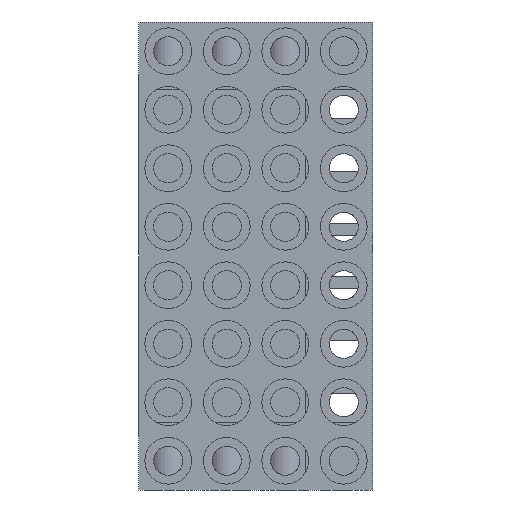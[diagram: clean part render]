
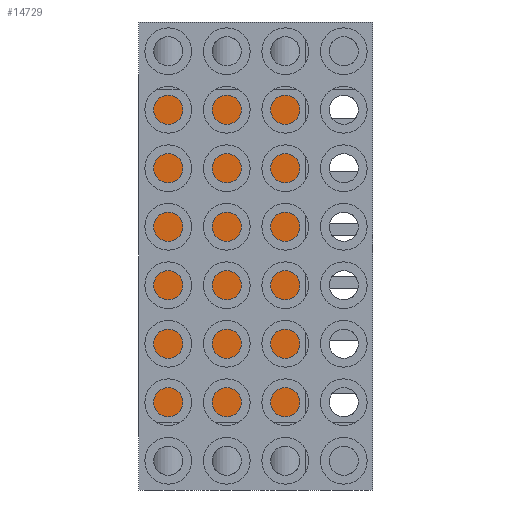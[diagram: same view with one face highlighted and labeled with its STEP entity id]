
A CAD part, left-side view. The second image highlights one B-rep face of the part: STEP entity #14729.
In plain terms, the highlighted planar face has unit normal (-1, 0, 0).
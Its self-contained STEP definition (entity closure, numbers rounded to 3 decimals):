
#1245=FACE_OUTER_BOUND('',#2001,.T.);
#2001=EDGE_LOOP('',(#10284,#10285,#10286,#10287,#10288,#10289,#10290,#10291,
#10292,#10293,#10294,#10295,#10296,#10297,#10298,#10299));
#4286=LINE('',#23257,#5070);
#4300=LINE('',#23294,#5084);
#4377=LINE('',#23578,#5161);
#4387=LINE('',#23638,#5171);
#4391=LINE('',#23647,#5175);
#4407=LINE('',#23696,#5191);
#4408=LINE('',#23705,#5192);
#4411=LINE('',#23733,#5195);
#4412=LINE('',#23735,#5196);
#4413=LINE('',#23737,#5197);
#4414=LINE('',#23739,#5198);
#4415=LINE('',#23741,#5199);
#4416=LINE('',#23743,#5200);
#4417=LINE('',#23745,#5201);
#4418=LINE('',#23747,#5202);
#4419=LINE('',#23748,#5203);
#5070=VECTOR('',#17922,78.);
#5084=VECTOR('',#17954,38.);
#5161=VECTOR('',#18229,38.);
#5171=VECTOR('',#18301,10.);
#5175=VECTOR('',#18311,10.);
#5191=VECTOR('',#18359,10.);
#5192=VECTOR('',#18372,10.);
#5195=VECTOR('',#18415,10.);
#5196=VECTOR('',#18416,10.);
#5197=VECTOR('',#18417,78.);
#5198=VECTOR('',#18418,10.);
#5199=VECTOR('',#18419,10.);
#5200=VECTOR('',#18420,10.);
#5201=VECTOR('',#18421,78.);
#5202=VECTOR('',#18422,10.);
#5203=VECTOR('',#18423,10.);
#5879=VERTEX_POINT('',#23254);
#5880=VERTEX_POINT('',#23256);
#5893=VERTEX_POINT('',#23291);
#5894=VERTEX_POINT('',#23293);
#5991=VERTEX_POINT('',#23554);
#6002=VERTEX_POINT('',#23576);
#6021=VERTEX_POINT('',#23637);
#6040=VERTEX_POINT('',#23694);
#6047=VERTEX_POINT('',#23732);
#6048=VERTEX_POINT('',#23734);
#6049=VERTEX_POINT('',#23736);
#6050=VERTEX_POINT('',#23738);
#6051=VERTEX_POINT('',#23740);
#6052=VERTEX_POINT('',#23742);
#6053=VERTEX_POINT('',#23744);
#6054=VERTEX_POINT('',#23746);
#7542=EDGE_CURVE('',#5880,#5879,#4286,.T.);
#7562=EDGE_CURVE('',#5894,#5893,#4300,.T.);
#7709=EDGE_CURVE('',#5991,#6002,#4377,.T.);
#7739=EDGE_CURVE('',#6021,#5880,#4387,.T.);
#7745=EDGE_CURVE('',#5893,#6021,#4391,.T.);
#7770=EDGE_CURVE('',#5879,#6040,#4407,.T.);
#7776=EDGE_CURVE('',#6040,#5991,#4408,.T.);
#7790=EDGE_CURVE('',#6002,#6047,#4411,.T.);
#7791=EDGE_CURVE('',#6047,#6048,#4412,.T.);
#7792=EDGE_CURVE('',#6049,#6048,#4413,.T.);
#7793=EDGE_CURVE('',#6049,#6050,#4414,.T.);
#7794=EDGE_CURVE('',#6050,#6051,#4415,.T.);
#7795=EDGE_CURVE('',#6051,#6052,#4416,.T.);
#7796=EDGE_CURVE('',#6053,#6052,#4417,.T.);
#7797=EDGE_CURVE('',#6053,#6054,#4418,.T.);
#7798=EDGE_CURVE('',#6054,#5894,#4419,.T.);
#10284=ORIENTED_EDGE('',*,*,#7739,.T.);
#10285=ORIENTED_EDGE('',*,*,#7542,.T.);
#10286=ORIENTED_EDGE('',*,*,#7770,.T.);
#10287=ORIENTED_EDGE('',*,*,#7776,.T.);
#10288=ORIENTED_EDGE('',*,*,#7709,.T.);
#10289=ORIENTED_EDGE('',*,*,#7790,.T.);
#10290=ORIENTED_EDGE('',*,*,#7791,.T.);
#10291=ORIENTED_EDGE('',*,*,#7792,.F.);
#10292=ORIENTED_EDGE('',*,*,#7793,.T.);
#10293=ORIENTED_EDGE('',*,*,#7794,.T.);
#10294=ORIENTED_EDGE('',*,*,#7795,.T.);
#10295=ORIENTED_EDGE('',*,*,#7796,.F.);
#10296=ORIENTED_EDGE('',*,*,#7797,.T.);
#10297=ORIENTED_EDGE('',*,*,#7798,.T.);
#10298=ORIENTED_EDGE('',*,*,#7562,.T.);
#10299=ORIENTED_EDGE('',*,*,#7745,.T.);
#14378=PLANE('',#15670);
#14729=ADVANCED_FACE('',(#1245),#14378,.T.);
#15670=AXIS2_PLACEMENT_3D('',#23731,#18413,#18414);
#17922=DIRECTION('',(0.,0.,-1.));
#17954=DIRECTION('',(0.,1.,0.));
#18229=DIRECTION('',(0.,-1.,0.));
#18301=DIRECTION('',(0.,1.,0.));
#18311=DIRECTION('',(0.,0.,-1.));
#18359=DIRECTION('',(0.,-1.,0.));
#18372=DIRECTION('',(0.,0.,-1.));
#18413=DIRECTION('center_axis',(-1.,0.,0.));
#18414=DIRECTION('ref_axis',(0.,0.,1.));
#18415=DIRECTION('',(0.,0.,1.));
#18416=DIRECTION('',(0.,-1.,0.));
#18417=DIRECTION('',(0.,0.,-1.));
#18418=DIRECTION('',(0.,1.,0.));
#18419=DIRECTION('',(0.,0.,1.));
#18420=DIRECTION('',(0.,-1.,0.));
#18421=DIRECTION('',(0.,0.,-1.));
#18422=DIRECTION('',(0.,1.,0.));
#18423=DIRECTION('',(0.,0.,1.));
#23254=CARTESIAN_POINT('',(-61.,39.,-31.5));
#23256=CARTESIAN_POINT('',(-61.,39.,31.5));
#23257=CARTESIAN_POINT('',(-61.,39.,39.));
#23291=CARTESIAN_POINT('',(-61.,11.5,39.));
#23293=CARTESIAN_POINT('',(-61.,9.2,39.));
#23294=CARTESIAN_POINT('',(-61.,1.,39.));
#23554=CARTESIAN_POINT('',(-61.,11.5,-39.));
#23576=CARTESIAN_POINT('',(-61.,9.2,-39.));
#23578=CARTESIAN_POINT('',(-61.,39.,-39.));
#23637=CARTESIAN_POINT('',(-61.,11.5,31.5));
#23638=CARTESIAN_POINT('',(-61.,39.,31.5));
#23647=CARTESIAN_POINT('',(-61.,11.5,71.806));
#23694=CARTESIAN_POINT('',(-61.,11.5,-31.5));
#23696=CARTESIAN_POINT('',(-61.,25.25,-31.5));
#23705=CARTESIAN_POINT('',(-61.,11.5,36.556));
#23731=CARTESIAN_POINT('Origin',(-61.,39.,112.111));
#23732=CARTESIAN_POINT('',(-61.,9.2,-30.8));
#23733=CARTESIAN_POINT('',(-61.,9.2,38.606));
#23734=CARTESIAN_POINT('',(-61.,1.,-30.8));
#23735=CARTESIAN_POINT('',(-61.,24.1,-30.8));
#23736=CARTESIAN_POINT('',(-61.,1.,-28.5));
#23737=CARTESIAN_POINT('',(-61.,1.,39.));
#23738=CARTESIAN_POINT('',(-61.,9.2,-28.5));
#23739=CARTESIAN_POINT('',(-61.,24.1,-28.5));
#23740=CARTESIAN_POINT('',(-61.,9.2,28.5));
#23741=CARTESIAN_POINT('',(-61.,9.2,56.056));
#23742=CARTESIAN_POINT('',(-61.,1.,28.5));
#23743=CARTESIAN_POINT('',(-61.,24.1,28.5));
#23744=CARTESIAN_POINT('',(-61.,1.,30.8));
#23745=CARTESIAN_POINT('',(-61.,1.,39.));
#23746=CARTESIAN_POINT('',(-61.,9.2,30.8));
#23747=CARTESIAN_POINT('',(-61.,24.1,30.8));
#23748=CARTESIAN_POINT('',(-61.,9.2,73.506));
